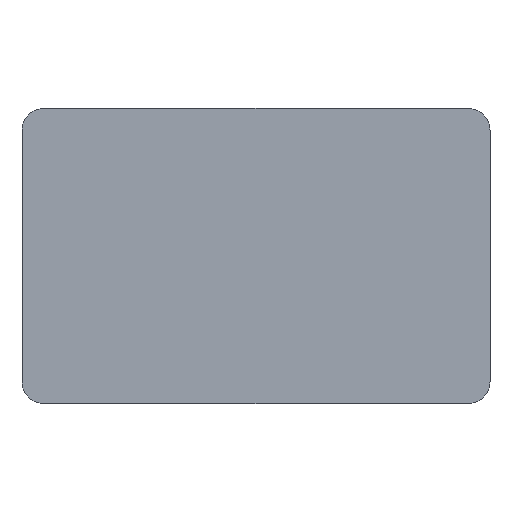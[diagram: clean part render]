
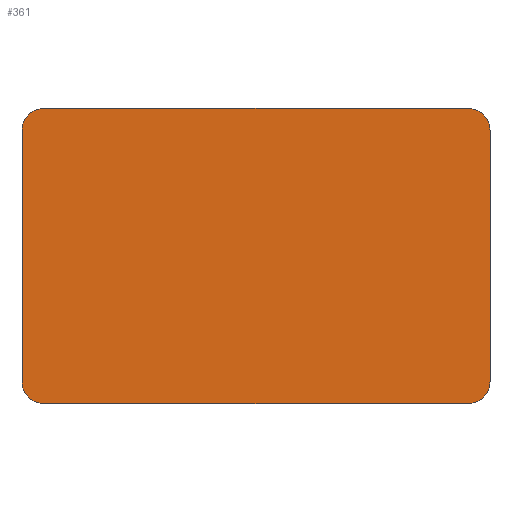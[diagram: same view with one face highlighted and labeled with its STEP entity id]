
A CAD part, top view. The second image highlights one B-rep face of the part: STEP entity #361.
In plain terms, the highlighted planar face has unit normal (0, 0, 1).
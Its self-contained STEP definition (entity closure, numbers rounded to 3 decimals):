
#96 = VERTEX_POINT('',#97);
#97 = CARTESIAN_POINT('',(4.,0.,0.83));
#103 = EDGE_CURVE('',#96,#104,#106,.T.);
#104 = VERTEX_POINT('',#105);
#105 = CARTESIAN_POINT('',(0.,4.,0.83));
#106 = CIRCLE('',#107,4.001);
#107 = AXIS2_PLACEMENT_3D('',#108,#109,#110);
#108 = CARTESIAN_POINT('',(4.001,4.001,0.83));
#109 = DIRECTION('',(0.,0.,-1.));
#110 = DIRECTION('',(0.,-1.,-0.));
#136 = EDGE_CURVE('',#104,#137,#139,.T.);
#137 = VERTEX_POINT('',#138);
#138 = CARTESIAN_POINT('',(0.,49.98,0.83));
#139 = LINE('',#140,#141);
#140 = CARTESIAN_POINT('',(0.,4.,0.83));
#141 = VECTOR('',#142,1.);
#142 = DIRECTION('',(0.,1.,0.));
#167 = EDGE_CURVE('',#137,#168,#170,.T.);
#168 = VERTEX_POINT('',#169);
#169 = CARTESIAN_POINT('',(4.,53.98,0.83));
#170 = CIRCLE('',#171,4.001);
#171 = AXIS2_PLACEMENT_3D('',#172,#173,#174);
#172 = CARTESIAN_POINT('',(4.001,49.979,0.83));
#173 = DIRECTION('',(0.,0.,-1.));
#174 = DIRECTION('',(-1.,0.,0.));
#200 = EDGE_CURVE('',#168,#201,#203,.T.);
#201 = VERTEX_POINT('',#202);
#202 = CARTESIAN_POINT('',(81.6,53.98,0.83));
#203 = LINE('',#204,#205);
#204 = CARTESIAN_POINT('',(4.,53.98,0.83));
#205 = VECTOR('',#206,1.);
#206 = DIRECTION('',(1.,0.,0.));
#231 = EDGE_CURVE('',#201,#232,#234,.T.);
#232 = VERTEX_POINT('',#233);
#233 = CARTESIAN_POINT('',(85.6,49.98,0.83));
#234 = CIRCLE('',#235,4.001);
#235 = AXIS2_PLACEMENT_3D('',#236,#237,#238);
#236 = CARTESIAN_POINT('',(81.599,49.979,0.83));
#237 = DIRECTION('',(0.,0.,-1.));
#238 = DIRECTION('',(0.,1.,0.));
#264 = EDGE_CURVE('',#232,#265,#267,.T.);
#265 = VERTEX_POINT('',#266);
#266 = CARTESIAN_POINT('',(85.6,4.,0.83));
#267 = LINE('',#268,#269);
#268 = CARTESIAN_POINT('',(85.6,49.98,0.83));
#269 = VECTOR('',#270,1.);
#270 = DIRECTION('',(0.,-1.,0.));
#295 = EDGE_CURVE('',#265,#296,#298,.T.);
#296 = VERTEX_POINT('',#297);
#297 = CARTESIAN_POINT('',(81.6,0.,0.83));
#298 = CIRCLE('',#299,4.001);
#299 = AXIS2_PLACEMENT_3D('',#300,#301,#302);
#300 = CARTESIAN_POINT('',(81.599,4.001,0.83));
#301 = DIRECTION('',(0.,0.,-1.));
#302 = DIRECTION('',(1.,0.,0.));
#328 = EDGE_CURVE('',#296,#96,#329,.T.);
#329 = LINE('',#330,#331);
#330 = CARTESIAN_POINT('',(81.6,0.,0.83));
#331 = VECTOR('',#332,1.);
#332 = DIRECTION('',(-1.,0.,0.));
#361 = ADVANCED_FACE('',(#362),#372,.F.);
#362 = FACE_BOUND('',#363,.F.);
#363 = EDGE_LOOP('',(#364,#365,#366,#367,#368,#369,#370,#371));
#364 = ORIENTED_EDGE('',*,*,#103,.T.);
#365 = ORIENTED_EDGE('',*,*,#136,.T.);
#366 = ORIENTED_EDGE('',*,*,#167,.T.);
#367 = ORIENTED_EDGE('',*,*,#200,.T.);
#368 = ORIENTED_EDGE('',*,*,#231,.T.);
#369 = ORIENTED_EDGE('',*,*,#264,.T.);
#370 = ORIENTED_EDGE('',*,*,#295,.T.);
#371 = ORIENTED_EDGE('',*,*,#328,.T.);
#372 = PLANE('',#373);
#373 = AXIS2_PLACEMENT_3D('',#374,#375,#376);
#374 = CARTESIAN_POINT('',(42.8,26.99,0.83));
#375 = DIRECTION('',(-0.,-0.,-1.));
#376 = DIRECTION('',(-1.,0.,0.));
